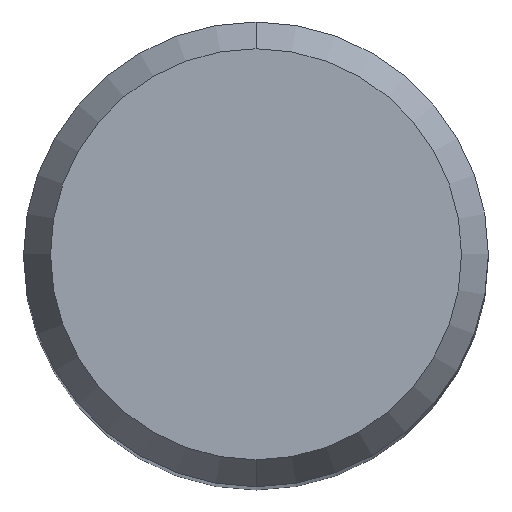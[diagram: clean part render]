
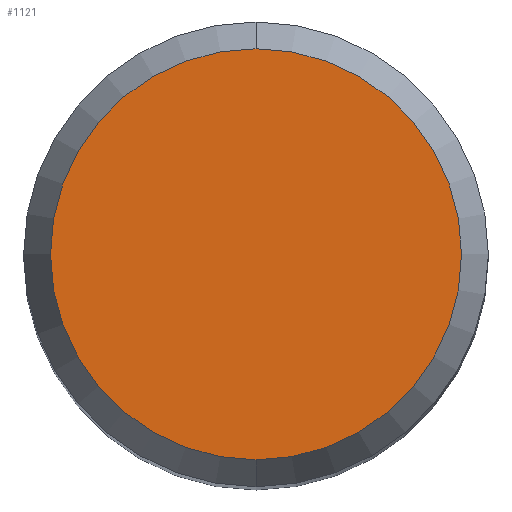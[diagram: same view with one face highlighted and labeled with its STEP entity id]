
A CAD part, top view. The second image highlights one B-rep face of the part: STEP entity #1121.
In plain terms, the highlighted planar face has unit normal (0, 0, 1).
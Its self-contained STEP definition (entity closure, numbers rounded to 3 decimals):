
#551=EDGE_CURVE('',#1031,#713,#1454,.T.);
#713=VERTEX_POINT('',#1633);
#1003=EDGE_CURVE('',#713,#1031,#1944,.T.);
#1031=VERTEX_POINT('',#1974);
#1121=ADVANCED_FACE('',(#2071),#2072,.T.);
#1454=CIRCLE('',#3177,4.423);
#1633=CARTESIAN_POINT('',(0.0,4.423,0.0));
#1944=CIRCLE('',#5082,4.423);
#1974=CARTESIAN_POINT('',(0.,-4.423,0.0));
#2071=FACE_OUTER_BOUND('',#5636,.T.);
#2072=PLANE('',#5637);
#3177=AXIS2_PLACEMENT_3D('',#6720,#6721,#6722);
#5082=AXIS2_PLACEMENT_3D('',#7250,#7251,#7252);
#5636=EDGE_LOOP('',(#7388,#7389));
#5637=AXIS2_PLACEMENT_3D('',#7390,#7391,#7392);
#6720=CARTESIAN_POINT('',(0.0,0.0,0.0));
#6721=DIRECTION('',(0.0,0.0,-1.0));
#6722=DIRECTION('',(0.0,1.0,0.0));
#7250=CARTESIAN_POINT('',(0.0,0.0,0.0));
#7251=DIRECTION('',(0.0,0.0,-1.0));
#7252=DIRECTION('',(0.0,1.0,0.0));
#7388=ORIENTED_EDGE('',*,*,#1003,.F.);
#7389=ORIENTED_EDGE('',*,*,#551,.F.);
#7390=CARTESIAN_POINT('',(0.0,2.211,0.0));
#7391=DIRECTION('',(-0.0,0.0,1.0));
#7392=DIRECTION('',(0.0,-1.0,0.0));
